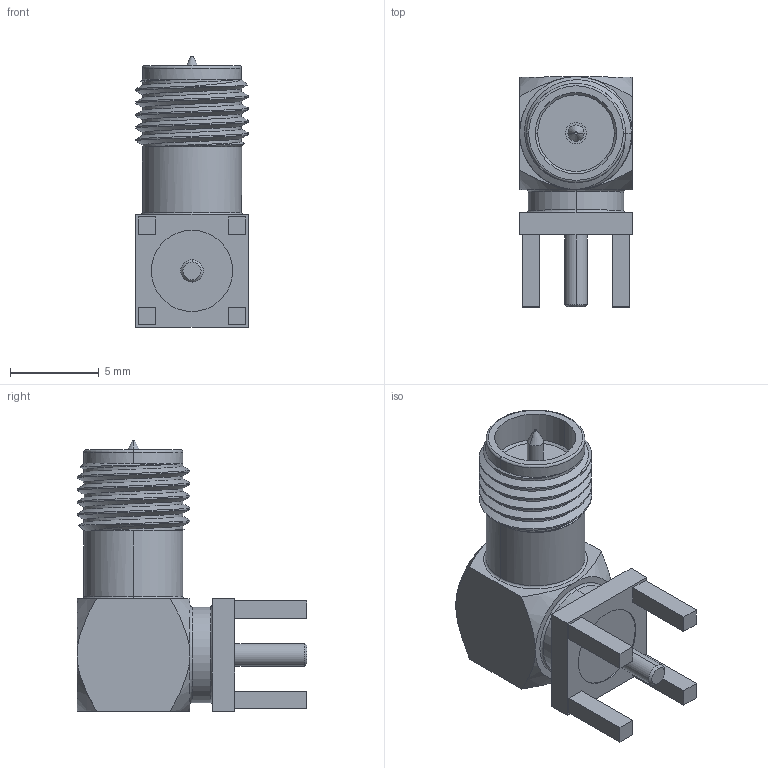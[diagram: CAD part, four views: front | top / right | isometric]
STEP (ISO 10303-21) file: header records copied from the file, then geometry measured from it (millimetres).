
FILE_DESCRIPTION (( 'STEP AP203' ), '1' );
FILE_NAME ('FMCN44274_3D.step', '2022-12-07T17:38:47', ( '' ), ( '' ), 'SwSTEP 2.0', 'SolidWorks 2021', '' );
FILE_SCHEMA (( 'CONFIG_CONTROL_DESIGN' ));
Length unit declared in the file: inch
Products named in the file (1): FMCN44274_3D
Bounding box: 6.35 x 12.95 x 15.24 mm (x, y, z)
Volume: 536.4 mm3; surface area: 624.3 mm2
Topology: 1 solids, 2 shells, 99 faces, 220 edges, 137 vertices
Faces by surface type: plane 40, cylinder 28, cone 20, torus 8, bspline 3
Entity records: 4742 total; most frequent: CARTESIAN_POINT 2554, ORIENTED_EDGE 440, DIRECTION 425, EDGE_CURVE 220, AXIS2_PLACEMENT_3D 162, VERTEX_POINT 137, EDGE_LOOP 111, VECTOR 101
